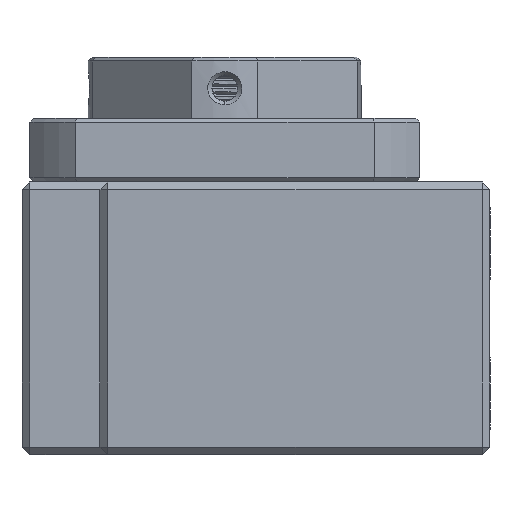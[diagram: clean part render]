
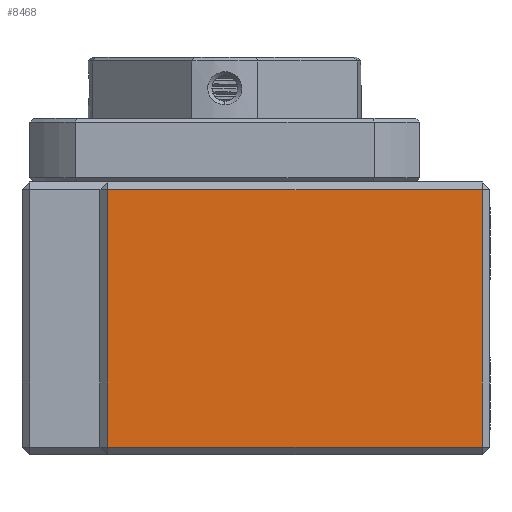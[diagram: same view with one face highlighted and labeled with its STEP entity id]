
A CAD part, left-side view. The second image highlights one B-rep face of the part: STEP entity #8468.
In plain terms, the highlighted planar face has unit normal (-1, 0, 0).
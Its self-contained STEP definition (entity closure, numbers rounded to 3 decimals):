
#482=PLANE('',#27538);
#820=VECTOR('',#10512,1.);
#825=VECTOR('',#10520,1.);
#826=VECTOR('',#10521,1.);
#827=VECTOR('',#10522,1.);
#1171=LINE('',#26323,#820);
#1176=LINE('',#26333,#825);
#1177=LINE('',#26336,#826);
#1178=LINE('',#26337,#827);
#3082=VERTEX_POINT('',#26318);
#3083=VERTEX_POINT('',#26322);
#3086=VERTEX_POINT('',#26334);
#3087=VERTEX_POINT('',#26335);
#4630=EDGE_CURVE('',#3083,#3082,#1171,.T.);
#4635=EDGE_CURVE('',#3086,#3087,#1176,.T.);
#4636=EDGE_CURVE('',#3082,#3086,#1177,.T.);
#4637=EDGE_CURVE('',#3083,#3087,#1178,.T.);
#6616=ORIENTED_EDGE('',*,*,#4635,.F.);
#6617=ORIENTED_EDGE('',*,*,#4636,.F.);
#6618=ORIENTED_EDGE('',*,*,#4630,.F.);
#6619=ORIENTED_EDGE('',*,*,#4637,.T.);
#7429=EDGE_LOOP('',(#6616,#6617,#6618,#6619));
#7973=FACE_BOUND('',#7429,.T.);
#8468=ADVANCED_FACE('',(#7973),#482,.F.);
#10512=DIRECTION('',(0.,0.,1.));
#10519=DIRECTION('',(1.,0.,0.));
#10520=DIRECTION('',(0.,0.,-1.));
#10521=DIRECTION('',(0.,-1.,0.));
#10522=DIRECTION('',(0.,-1.,0.));
#26318=CARTESIAN_POINT('',(-44.,49.,16.5));
#26322=CARTESIAN_POINT('',(-44.,49.,-16.5));
#26323=CARTESIAN_POINT('',(-44.,49.,17.5));
#26332=CARTESIAN_POINT('',(-44.,50.,17.5));
#26333=CARTESIAN_POINT('',(-44.,1.,17.5));
#26334=CARTESIAN_POINT('',(-44.,1.,16.5));
#26335=CARTESIAN_POINT('',(-44.,1.,-16.5));
#26336=CARTESIAN_POINT('',(-44.,50.,16.5));
#26337=CARTESIAN_POINT('',(-44.,50.,-16.5));
#27538=AXIS2_PLACEMENT_3D('',#26332,#10519,$);
